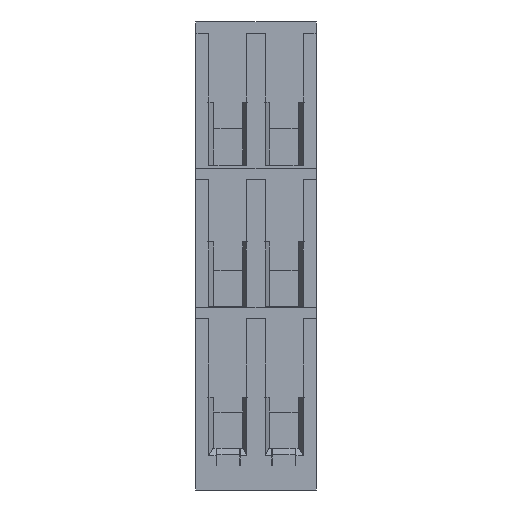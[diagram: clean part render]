
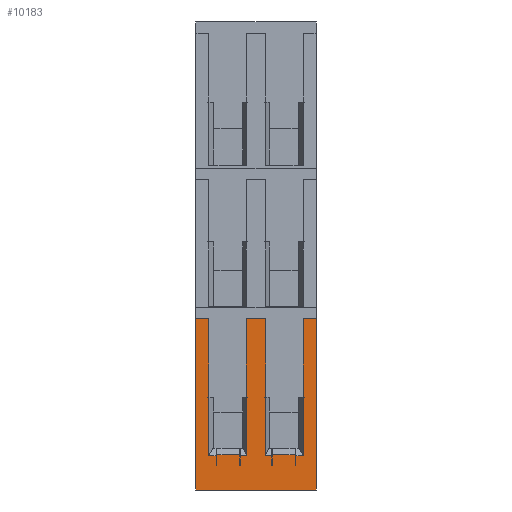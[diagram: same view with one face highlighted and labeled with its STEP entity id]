
A CAD part, left-side view. The second image highlights one B-rep face of the part: STEP entity #10183.
In plain terms, the highlighted planar face has unit normal (-1, 0, 0).
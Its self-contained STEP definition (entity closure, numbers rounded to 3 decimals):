
#288=FACE_OUTER_BOUND('',#846,.T.);
#846=EDGE_LOOP('',(#7830,#7831,#7832,#7833,#7834,#7835,#7836,#7837,#7838,
#7839,#7840,#7841,#7842,#7843,#7844,#7845,#7846,#7847,#7848,#7849,#7850,
#7851,#7852,#7853,#7854,#7855,#7856,#7857,#7858,#7859,#7860,#7861));
#1295=LINE('',#13868,#2681);
#1365=LINE('',#14018,#2751);
#1996=LINE('',#15320,#3382);
#1998=LINE('',#15324,#3384);
#2000=LINE('',#15328,#3386);
#2004=LINE('',#15337,#3390);
#2005=LINE('',#15339,#3391);
#2006=LINE('',#15341,#3392);
#2007=LINE('',#15343,#3393);
#2008=LINE('',#15345,#3394);
#2009=LINE('',#15347,#3395);
#2010=LINE('',#15349,#3396);
#2011=LINE('',#15351,#3397);
#2012=LINE('',#15353,#3398);
#2013=LINE('',#15355,#3399);
#2014=LINE('',#15357,#3400);
#2015=LINE('',#15359,#3401);
#2016=LINE('',#15361,#3402);
#2017=LINE('',#15363,#3403);
#2018=LINE('',#15365,#3404);
#2019=LINE('',#15367,#3405);
#2020=LINE('',#15369,#3406);
#2021=LINE('',#15371,#3407);
#2022=LINE('',#15373,#3408);
#2023=LINE('',#15375,#3409);
#2024=LINE('',#15377,#3410);
#2025=LINE('',#15378,#3411);
#2026=LINE('',#15380,#3412);
#2027=LINE('',#15381,#3413);
#2028=LINE('',#15382,#3414);
#2029=LINE('',#15384,#3415);
#2030=LINE('',#15385,#3416);
#2681=VECTOR('',#11179,22.5);
#2751=VECTOR('',#11273,22.5);
#3382=VECTOR('',#12370,7.7);
#3384=VECTOR('',#12374,0.953);
#3386=VECTOR('',#12378,1.3);
#3390=VECTOR('',#12384,7.7);
#3391=VECTOR('',#12385,0.953);
#3392=VECTOR('',#12386,1.3);
#3393=VECTOR('',#12387,0.094);
#3394=VECTOR('',#12388,1.432);
#3395=VECTOR('',#12389,3.);
#3396=VECTOR('',#12390,1.432);
#3397=VECTOR('',#12391,0.106);
#3398=VECTOR('',#12392,1.3);
#3399=VECTOR('',#12393,0.797);
#3400=VECTOR('',#12394,7.7);
#3401=VECTOR('',#12395,10.3);
#3402=VECTOR('',#12396,2.5);
#3403=VECTOR('',#12397,10.3);
#3404=VECTOR('',#12398,7.7);
#3405=VECTOR('',#12399,0.797);
#3406=VECTOR('',#12400,1.3);
#3407=VECTOR('',#12401,0.1);
#3408=VECTOR('',#12402,1.432);
#3409=VECTOR('',#12403,3.);
#3410=VECTOR('',#12404,1.432);
#3411=VECTOR('',#12405,0.1);
#3412=VECTOR('',#12406,10.3);
#3413=VECTOR('',#12407,1.7);
#3414=VECTOR('',#12408,15.8);
#3415=VECTOR('',#12409,1.7);
#3416=VECTOR('',#12410,10.3);
#4067=VERTEX_POINT('',#13865);
#4068=VERTEX_POINT('',#13867);
#4135=VERTEX_POINT('',#14015);
#4136=VERTEX_POINT('',#14017);
#4573=VERTEX_POINT('',#15317);
#4574=VERTEX_POINT('',#15319);
#4575=VERTEX_POINT('',#15323);
#4576=VERTEX_POINT('',#15327);
#4579=VERTEX_POINT('',#15335);
#4580=VERTEX_POINT('',#15336);
#4581=VERTEX_POINT('',#15338);
#4582=VERTEX_POINT('',#15340);
#4583=VERTEX_POINT('',#15342);
#4584=VERTEX_POINT('',#15344);
#4585=VERTEX_POINT('',#15346);
#4586=VERTEX_POINT('',#15348);
#4587=VERTEX_POINT('',#15350);
#4588=VERTEX_POINT('',#15352);
#4589=VERTEX_POINT('',#15354);
#4590=VERTEX_POINT('',#15356);
#4591=VERTEX_POINT('',#15358);
#4592=VERTEX_POINT('',#15360);
#4593=VERTEX_POINT('',#15362);
#4594=VERTEX_POINT('',#15364);
#4595=VERTEX_POINT('',#15366);
#4596=VERTEX_POINT('',#15368);
#4597=VERTEX_POINT('',#15370);
#4598=VERTEX_POINT('',#15372);
#4599=VERTEX_POINT('',#15374);
#4600=VERTEX_POINT('',#15376);
#4601=VERTEX_POINT('',#15379);
#4602=VERTEX_POINT('',#15383);
#5029=EDGE_CURVE('',#4068,#4067,#1295,.T.);
#5103=EDGE_CURVE('',#4135,#4136,#1365,.T.);
#5762=EDGE_CURVE('',#4574,#4573,#1996,.T.);
#5764=EDGE_CURVE('',#4574,#4575,#1998,.T.);
#5766=EDGE_CURVE('',#4575,#4576,#2000,.T.);
#5770=EDGE_CURVE('',#4579,#4580,#2004,.T.);
#5771=EDGE_CURVE('',#4581,#4580,#2005,.T.);
#5772=EDGE_CURVE('',#4581,#4582,#2006,.T.);
#5773=EDGE_CURVE('',#4582,#4583,#2007,.T.);
#5774=EDGE_CURVE('',#4584,#4583,#2008,.T.);
#5775=EDGE_CURVE('',#4585,#4584,#2009,.T.);
#5776=EDGE_CURVE('',#4585,#4586,#2010,.T.);
#5777=EDGE_CURVE('',#4586,#4587,#2011,.T.);
#5778=EDGE_CURVE('',#4588,#4587,#2012,.T.);
#5779=EDGE_CURVE('',#4589,#4588,#2013,.T.);
#5780=EDGE_CURVE('',#4589,#4590,#2014,.T.);
#5781=EDGE_CURVE('',#4591,#4590,#2015,.T.);
#5782=EDGE_CURVE('',#4591,#4592,#2016,.T.);
#5783=EDGE_CURVE('',#4592,#4593,#2017,.T.);
#5784=EDGE_CURVE('',#4593,#4594,#2018,.T.);
#5785=EDGE_CURVE('',#4595,#4594,#2019,.T.);
#5786=EDGE_CURVE('',#4595,#4596,#2020,.T.);
#5787=EDGE_CURVE('',#4596,#4597,#2021,.T.);
#5788=EDGE_CURVE('',#4598,#4597,#2022,.T.);
#5789=EDGE_CURVE('',#4599,#4598,#2023,.T.);
#5790=EDGE_CURVE('',#4599,#4600,#2024,.T.);
#5791=EDGE_CURVE('',#4600,#4576,#2025,.T.);
#5792=EDGE_CURVE('',#4601,#4573,#2026,.T.);
#5793=EDGE_CURVE('',#4601,#4136,#2027,.T.);
#5794=EDGE_CURVE('',#4068,#4135,#2028,.T.);
#5795=EDGE_CURVE('',#4067,#4602,#2029,.T.);
#5796=EDGE_CURVE('',#4602,#4579,#2030,.T.);
#7830=ORIENTED_EDGE('',*,*,#5770,.T.);
#7831=ORIENTED_EDGE('',*,*,#5771,.F.);
#7832=ORIENTED_EDGE('',*,*,#5772,.T.);
#7833=ORIENTED_EDGE('',*,*,#5773,.T.);
#7834=ORIENTED_EDGE('',*,*,#5774,.F.);
#7835=ORIENTED_EDGE('',*,*,#5775,.F.);
#7836=ORIENTED_EDGE('',*,*,#5776,.T.);
#7837=ORIENTED_EDGE('',*,*,#5777,.T.);
#7838=ORIENTED_EDGE('',*,*,#5778,.F.);
#7839=ORIENTED_EDGE('',*,*,#5779,.F.);
#7840=ORIENTED_EDGE('',*,*,#5780,.T.);
#7841=ORIENTED_EDGE('',*,*,#5781,.F.);
#7842=ORIENTED_EDGE('',*,*,#5782,.T.);
#7843=ORIENTED_EDGE('',*,*,#5783,.T.);
#7844=ORIENTED_EDGE('',*,*,#5784,.T.);
#7845=ORIENTED_EDGE('',*,*,#5785,.F.);
#7846=ORIENTED_EDGE('',*,*,#5786,.T.);
#7847=ORIENTED_EDGE('',*,*,#5787,.T.);
#7848=ORIENTED_EDGE('',*,*,#5788,.F.);
#7849=ORIENTED_EDGE('',*,*,#5789,.F.);
#7850=ORIENTED_EDGE('',*,*,#5790,.T.);
#7851=ORIENTED_EDGE('',*,*,#5791,.T.);
#7852=ORIENTED_EDGE('',*,*,#5766,.F.);
#7853=ORIENTED_EDGE('',*,*,#5764,.F.);
#7854=ORIENTED_EDGE('',*,*,#5762,.T.);
#7855=ORIENTED_EDGE('',*,*,#5792,.F.);
#7856=ORIENTED_EDGE('',*,*,#5793,.T.);
#7857=ORIENTED_EDGE('',*,*,#5103,.F.);
#7858=ORIENTED_EDGE('',*,*,#5794,.F.);
#7859=ORIENTED_EDGE('',*,*,#5029,.T.);
#7860=ORIENTED_EDGE('',*,*,#5795,.T.);
#7861=ORIENTED_EDGE('',*,*,#5796,.T.);
#9663=PLANE('',#10761);
#10183=ADVANCED_FACE('',(#288),#9663,.T.);
#10761=AXIS2_PLACEMENT_3D('',#15334,#12382,#12383);
#11179=DIRECTION('',(0.,0.,1.));
#11273=DIRECTION('',(0.,0.,1.));
#12370=DIRECTION('',(0.,0.,1.));
#12374=DIRECTION('',(0.,-1.,0.));
#12378=DIRECTION('',(0.,0.,-1.));
#12382=DIRECTION('center_axis',(-1.,0.,0.));
#12383=DIRECTION('ref_axis',(0.,0.,1.));
#12384=DIRECTION('',(0.,0.,-1.));
#12385=DIRECTION('',(0.,-1.,0.));
#12386=DIRECTION('',(0.,0.,-1.));
#12387=DIRECTION('',(0.,1.,0.));
#12388=DIRECTION('',(0.,0.,-1.));
#12389=DIRECTION('',(0.,-1.,0.));
#12390=DIRECTION('',(0.,0.,-1.));
#12391=DIRECTION('',(0.,1.,0.));
#12392=DIRECTION('',(0.,0.,-1.));
#12393=DIRECTION('',(0.,-1.,0.));
#12394=DIRECTION('',(0.,0.,1.));
#12395=DIRECTION('',(0.,0.,-1.));
#12396=DIRECTION('',(0.,1.,0.));
#12397=DIRECTION('',(0.,0.,-1.));
#12398=DIRECTION('',(0.,0.,-1.));
#12399=DIRECTION('',(0.,-1.,0.));
#12400=DIRECTION('',(0.,0.,-1.));
#12401=DIRECTION('',(0.,1.,0.));
#12402=DIRECTION('',(0.,0.,-1.));
#12403=DIRECTION('',(0.,-1.,0.));
#12404=DIRECTION('',(0.,0.,-1.));
#12405=DIRECTION('',(0.,1.,0.));
#12406=DIRECTION('',(0.,0.,-1.));
#12407=DIRECTION('',(0.,1.,0.));
#12408=DIRECTION('',(0.,1.,0.));
#12409=DIRECTION('',(0.,1.,0.));
#12410=DIRECTION('',(0.,0.,-1.));
#13865=CARTESIAN_POINT('',(-38.5,-7.9,-8.1));
#13867=CARTESIAN_POINT('',(-38.5,-7.9,-30.6));
#13868=CARTESIAN_POINT('',(-38.5,-7.9,-30.6));
#14015=CARTESIAN_POINT('',(-38.5,7.9,-30.6));
#14017=CARTESIAN_POINT('',(-38.5,7.9,-8.1));
#14018=CARTESIAN_POINT('',(-38.5,7.9,-30.6));
#15317=CARTESIAN_POINT('',(-38.5,6.2,-18.4));
#15319=CARTESIAN_POINT('',(-38.5,6.2,-26.1));
#15320=CARTESIAN_POINT('',(-38.5,6.2,-26.1));
#15323=CARTESIAN_POINT('',(-38.5,5.247,-26.1));
#15324=CARTESIAN_POINT('',(-38.5,6.2,-26.1));
#15327=CARTESIAN_POINT('',(-38.5,5.247,-27.4));
#15328=CARTESIAN_POINT('',(-38.5,5.247,-26.1));
#15334=CARTESIAN_POINT('Origin',(-38.5,-7.9,-30.6));
#15335=CARTESIAN_POINT('',(-38.5,-6.2,-18.4));
#15336=CARTESIAN_POINT('',(-38.5,-6.2,-26.1));
#15337=CARTESIAN_POINT('',(-38.5,-6.2,-18.4));
#15338=CARTESIAN_POINT('',(-38.5,-5.247,-26.1));
#15339=CARTESIAN_POINT('',(-38.5,-5.247,-26.1));
#15340=CARTESIAN_POINT('',(-38.5,-5.247,-27.4));
#15341=CARTESIAN_POINT('',(-38.5,-5.247,-26.1));
#15342=CARTESIAN_POINT('',(-38.5,-5.153,-27.4));
#15343=CARTESIAN_POINT('',(-38.5,-5.247,-27.4));
#15344=CARTESIAN_POINT('',(-38.5,-5.153,-25.968));
#15345=CARTESIAN_POINT('',(-38.5,-5.153,-25.968));
#15346=CARTESIAN_POINT('',(-38.5,-2.153,-25.968));
#15347=CARTESIAN_POINT('',(-38.5,-2.153,-25.968));
#15348=CARTESIAN_POINT('',(-38.5,-2.153,-27.4));
#15349=CARTESIAN_POINT('',(-38.5,-2.153,-25.968));
#15350=CARTESIAN_POINT('',(-38.5,-2.047,-27.4));
#15351=CARTESIAN_POINT('',(-38.5,-2.153,-27.4));
#15352=CARTESIAN_POINT('',(-38.5,-2.047,-26.1));
#15353=CARTESIAN_POINT('',(-38.5,-2.047,-26.1));
#15354=CARTESIAN_POINT('',(-38.5,-1.25,-26.1));
#15355=CARTESIAN_POINT('',(-38.5,-1.25,-26.1));
#15356=CARTESIAN_POINT('',(-38.5,-1.25,-18.4));
#15357=CARTESIAN_POINT('',(-38.5,-1.25,-26.1));
#15358=CARTESIAN_POINT('',(-38.5,-1.25,-8.1));
#15359=CARTESIAN_POINT('',(-38.5,-1.25,-8.1));
#15360=CARTESIAN_POINT('',(-38.5,1.25,-8.1));
#15361=CARTESIAN_POINT('',(-38.5,-1.25,-8.1));
#15362=CARTESIAN_POINT('',(-38.5,1.25,-18.4));
#15363=CARTESIAN_POINT('',(-38.5,1.25,-8.1));
#15364=CARTESIAN_POINT('',(-38.5,1.25,-26.1));
#15365=CARTESIAN_POINT('',(-38.5,1.25,-18.4));
#15366=CARTESIAN_POINT('',(-38.5,2.047,-26.1));
#15367=CARTESIAN_POINT('',(-38.5,2.047,-26.1));
#15368=CARTESIAN_POINT('',(-38.5,2.047,-27.4));
#15369=CARTESIAN_POINT('',(-38.5,2.047,-26.1));
#15370=CARTESIAN_POINT('',(-38.5,2.147,-27.4));
#15371=CARTESIAN_POINT('',(-38.5,2.047,-27.4));
#15372=CARTESIAN_POINT('',(-38.5,2.147,-25.968));
#15373=CARTESIAN_POINT('',(-38.5,2.147,-25.968));
#15374=CARTESIAN_POINT('',(-38.5,5.147,-25.968));
#15375=CARTESIAN_POINT('',(-38.5,5.147,-25.968));
#15376=CARTESIAN_POINT('',(-38.5,5.147,-27.4));
#15377=CARTESIAN_POINT('',(-38.5,5.147,-25.968));
#15378=CARTESIAN_POINT('',(-38.5,5.147,-27.4));
#15379=CARTESIAN_POINT('',(-38.5,6.2,-8.1));
#15380=CARTESIAN_POINT('',(-38.5,6.2,-8.1));
#15381=CARTESIAN_POINT('',(-38.5,6.2,-8.1));
#15382=CARTESIAN_POINT('',(-38.5,-7.9,-30.6));
#15383=CARTESIAN_POINT('',(-38.5,-6.2,-8.1));
#15384=CARTESIAN_POINT('',(-38.5,-7.9,-8.1));
#15385=CARTESIAN_POINT('',(-38.5,-6.2,-8.1));
